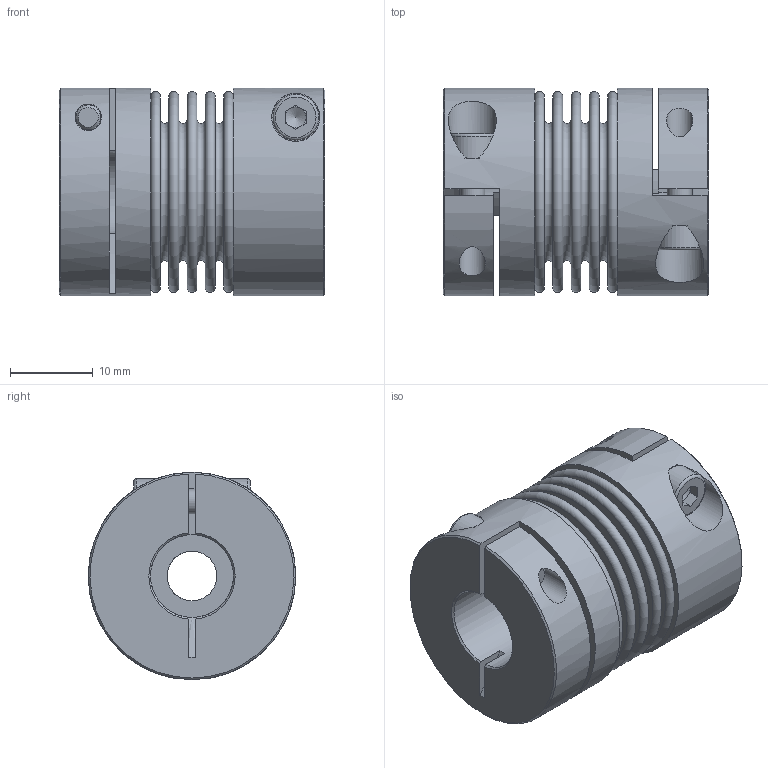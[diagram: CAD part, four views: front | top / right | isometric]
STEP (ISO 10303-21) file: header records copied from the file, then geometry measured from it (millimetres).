
FILE_DESCRIPTION(/* description */ ('STEP AP203'),/* implementation_level */ '2;1');
FILE_NAME(/* name */ 'KB2-20-32-10-6',/* time_stamp */ '2023-06-16T10:24:04+02:00',/* author */ ('License CC BY-ND 4.0'),/* organization */ ('CADENAS'),/* preprocessor_version */ 'ST-DEVELOPER v19.3',/* originating_system */ 'PARTsolutions',/* authorisation */ ' ');
FILE_SCHEMA (('CONFIG_CONTROL_DESIGN'));
Length unit declared in the file: millimetre
Products named in the file (1): KB2-20-32-10-6
Bounding box: 32 x 25 x 25 mm (x, y, z)
Volume: 9432.8 mm3; surface area: 10437.8 mm2
Topology: 1 solids, 1 shells, 119 faces, 255 edges, 166 vertices
Faces by surface type: plane 68, cylinder 21, torus 20, cone 10
Full cylindrical faces by diameter (mm): 3 x2, 3.2 x4, 5.5 x2, 6 x1, 10 x1, 17.5 x2, 25 x2
Entity records: 3030 total; most frequent: CARTESIAN_POINT 585, DIRECTION 526, ORIENTED_EDGE 404, AXIS2_PLACEMENT_3D 223, EDGE_CURVE 202, FACE_BOUND 192, EDGE_LOOP 190, VERTEX_POINT 154
